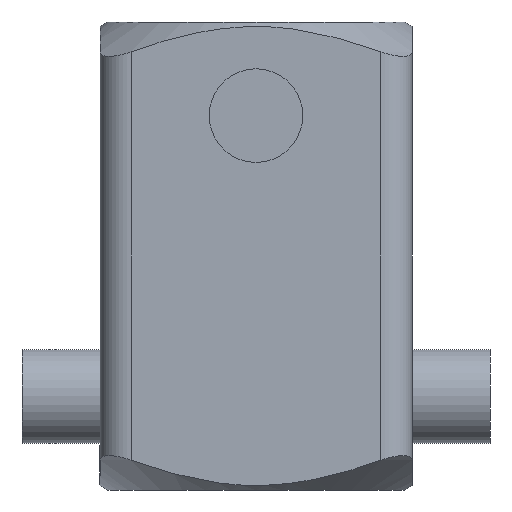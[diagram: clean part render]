
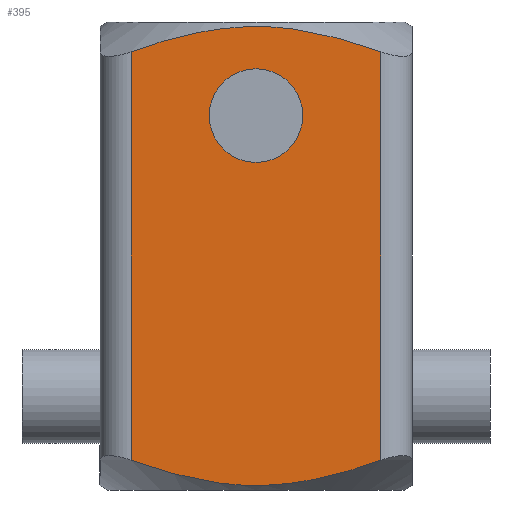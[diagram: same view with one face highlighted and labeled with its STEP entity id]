
A CAD part, front view. The second image highlights one B-rep face of the part: STEP entity #395.
In plain terms, the highlighted planar face has unit normal (0, -1, 0).
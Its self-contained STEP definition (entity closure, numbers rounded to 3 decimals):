
#14 = CARTESIAN_POINT ( 'NONE',  ( 0.342, -5., 14.856 ) ) ;
#18 = CARTESIAN_POINT ( 'NONE',  ( -4., -5., 14.046 ) ) ;
#19 = VERTEX_POINT ( 'NONE', #296 ) ;
#21 = CARTESIAN_POINT ( 'NONE',  ( 2.695, -5., 0.533 ) ) ;
#23 = FACE_BOUND ( 'NONE', #404, .T. ) ;
#57 = LINE ( 'NONE', #878, #563 ) ;
#78 = CARTESIAN_POINT ( 'NONE',  ( -3.678, -5., 14.162 ) ) ;
#91 = VERTEX_POINT ( 'NONE', #950 ) ;
#92 = CARTESIAN_POINT ( 'NONE',  ( -2.707, -5., 0.521 ) ) ;
#95 = ORIENTED_EDGE ( 'NONE', *, *, #548, .F. ) ;
#98 = CARTESIAN_POINT ( 'NONE',  ( 3.353, -5., 0.73 ) ) ;
#101 = CARTESIAN_POINT ( 'NONE',  ( -0.684, -5., 14.856 ) ) ;
#153 = CIRCLE ( 'NONE', #838, 1.5 ) ;
#165 = CARTESIAN_POINT ( 'NONE',  ( -4., -5., 0.954 ) ) ;
#166 = CARTESIAN_POINT ( 'NONE',  ( 4., -5., 0.954 ) ) ;
#167 = ORIENTED_EDGE ( 'NONE', *, *, #567, .T. ) ;
#168 = CARTESIAN_POINT ( 'NONE',  ( 0.684, -5., 0.144 ) ) ;
#169 = CARTESIAN_POINT ( 'NONE',  ( 4., -5., 0.954 ) ) ;
#171 = CARTESIAN_POINT ( 'NONE',  ( 1.359, -5., 0.228 ) ) ;
#201 = DIRECTION ( 'NONE',  ( -1., 0., 0. ) ) ;
#233 = CARTESIAN_POINT ( 'NONE',  ( 2.707, -5., 14.479 ) ) ;
#237 = DIRECTION ( 'NONE',  ( -1., 0., 0. ) ) ;
#249 = CARTESIAN_POINT ( 'NONE',  ( -3.353, -5., 14.27 ) ) ;
#257 = ORIENTED_EDGE ( 'NONE', *, *, #429, .F. ) ;
#288 = VERTEX_POINT ( 'NONE', #911 ) ;
#296 = CARTESIAN_POINT ( 'NONE',  ( 4., -5., 14.046 ) ) ;
#310 = VERTEX_POINT ( 'NONE', #709 ) ;
#323 = DIRECTION ( 'NONE',  ( 0., 1., 0. ) ) ;
#329 = CARTESIAN_POINT ( 'NONE',  ( 0.689, -5., 14.835 ) ) ;
#334 = CARTESIAN_POINT ( 'NONE',  ( 2.361, -5., 0.445 ) ) ;
#336 = LINE ( 'NONE', #430, #506 ) ;
#337 = VERTEX_POINT ( 'NONE', #166 ) ;
#360 = EDGE_CURVE ( 'NONE', #337, #373, #491, .T. ) ;
#361 = DIRECTION ( 'NONE',  ( 0., 0., 1. ) ) ;
#373 = VERTEX_POINT ( 'NONE', #165 ) ;
#386 = ORIENTED_EDGE ( 'NONE', *, *, #391, .F. ) ;
#387 = CARTESIAN_POINT ( 'NONE',  ( 4., -5., 14.046 ) ) ;
#391 = EDGE_CURVE ( 'NONE', #310, #19, #622, .T. ) ;
#395 = ADVANCED_FACE ( 'NONE', ( #23, #628 ), #612, .F. ) ;
#403 = CIRCLE ( 'NONE', #528, 1.5 ) ;
#404 = EDGE_LOOP ( 'NONE', ( #257, #95 ) ) ;
#408 = CARTESIAN_POINT ( 'NONE',  ( 1.708, -5., 14.697 ) ) ;
#429 = EDGE_CURVE ( 'NONE', #288, #91, #153, .T. ) ;
#430 = CARTESIAN_POINT ( 'NONE',  ( -4., -5., 15. ) ) ;
#461 = CARTESIAN_POINT ( 'NONE',  ( 1.372, -5., 14.755 ) ) ;
#477 = CARTESIAN_POINT ( 'NONE',  ( -0.342, -5., 0.144 ) ) ;
#479 = CARTESIAN_POINT ( 'NONE',  ( 3.678, -5., 0.838 ) ) ;
#482 = CARTESIAN_POINT ( 'NONE',  ( -0.689, -5., 0.165 ) ) ;
#491 = B_SPLINE_CURVE_WITH_KNOTS ( 'NONE', 3,
 ( #169, #479, #98, #21, #334, #171, #168, #477, #482, #541, #771, #92, #698, #556 ),
 .UNSPECIFIED., .F., .F.,
 ( 4, 2, 2, 2, 2, 2, 4 ),
 ( 0.013, 0.014, 0.015, 0.017, 0.019, 0.02, 0.022 ),
 .UNSPECIFIED. ) ;
#496 = EDGE_CURVE ( 'NONE', #310, #373, #336, .T. ) ;
#506 = VECTOR ( 'NONE', #918, 1000. ) ;
#515 = CARTESIAN_POINT ( 'NONE',  ( 0., -5., 12. ) ) ;
#528 = AXIS2_PLACEMENT_3D ( 'NONE', #515, #737, #201 ) ;
#541 = CARTESIAN_POINT ( 'NONE',  ( -1.372, -5., 0.245 ) ) ;
#546 = EDGE_LOOP ( 'NONE', ( #825, #167, #386, #599 ) ) ;
#548 = EDGE_CURVE ( 'NONE', #91, #288, #403, .T. ) ;
#556 = CARTESIAN_POINT ( 'NONE',  ( -4., -5., 0.954 ) ) ;
#563 = VECTOR ( 'NONE', #361, 1000. ) ;
#567 = EDGE_CURVE ( 'NONE', #337, #19, #57, .T. ) ;
#599 = ORIENTED_EDGE ( 'NONE', *, *, #496, .T. ) ;
#612 = PLANE ( 'NONE',  #722 ) ;
#616 = CARTESIAN_POINT ( 'NONE',  ( 0., -5., 12. ) ) ;
#622 = B_SPLINE_CURVE_WITH_KNOTS ( 'NONE', 3,
 ( #18, #78, #249, #906, #913, #768, #101, #14, #329, #461, #408, #233, #703, #387 ),
 .UNSPECIFIED., .F., .F.,
 ( 4, 2, 2, 2, 2, 2, 4 ),
 ( 0.013, 0.014, 0.015, 0.017, 0.019, 0.02, 0.022 ),
 .UNSPECIFIED. ) ;
#628 = FACE_OUTER_BOUND ( 'NONE', #546, .T. ) ;
#698 = CARTESIAN_POINT ( 'NONE',  ( -3.357, -5., 0.723 ) ) ;
#703 = CARTESIAN_POINT ( 'NONE',  ( 3.357, -5., 14.277 ) ) ;
#709 = CARTESIAN_POINT ( 'NONE',  ( -4., -5., 14.046 ) ) ;
#722 = AXIS2_PLACEMENT_3D ( 'NONE', #895, #323, #237 ) ;
#737 = DIRECTION ( 'NONE',  ( 0., -1., 0. ) ) ;
#768 = CARTESIAN_POINT ( 'NONE',  ( -1.359, -5., 14.772 ) ) ;
#771 = CARTESIAN_POINT ( 'NONE',  ( -1.708, -5., 0.303 ) ) ;
#825 = ORIENTED_EDGE ( 'NONE', *, *, #360, .F. ) ;
#826 = DIRECTION ( 'NONE',  ( -1., 0., 0. ) ) ;
#838 = AXIS2_PLACEMENT_3D ( 'NONE', #616, #899, #826 ) ;
#878 = CARTESIAN_POINT ( 'NONE',  ( 4., -5., 15. ) ) ;
#895 = CARTESIAN_POINT ( 'NONE',  ( 5., -5., 15. ) ) ;
#899 = DIRECTION ( 'NONE',  ( 0., -1., 0. ) ) ;
#906 = CARTESIAN_POINT ( 'NONE',  ( -2.695, -5., 14.467 ) ) ;
#911 = CARTESIAN_POINT ( 'NONE',  ( 0., -5., 10.5 ) ) ;
#913 = CARTESIAN_POINT ( 'NONE',  ( -2.361, -5., 14.555 ) ) ;
#918 = DIRECTION ( 'NONE',  ( 0., 0., -1. ) ) ;
#950 = CARTESIAN_POINT ( 'NONE',  ( 0., -5., 13.5 ) ) ;
